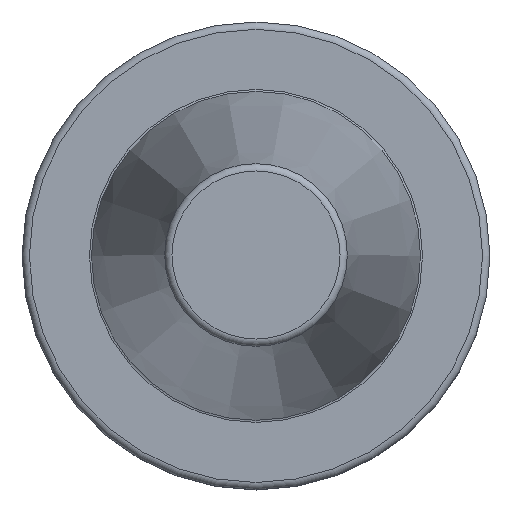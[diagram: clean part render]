
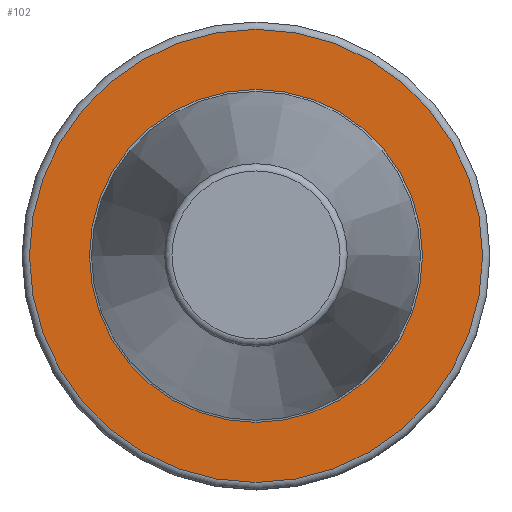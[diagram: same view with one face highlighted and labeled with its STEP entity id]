
A CAD part, top view. The second image highlights one B-rep face of the part: STEP entity #102.
In plain terms, the highlighted planar face has unit normal (0, 0, 1).
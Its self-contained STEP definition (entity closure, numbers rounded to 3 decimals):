
#75=FACE_BOUND('',#144,.T.);
#76=FACE_BOUND('',#145,.T.);
#102=ADVANCED_FACE('',(#75,#76),#113,.T.);
#113=PLANE('',#288);
#144=EDGE_LOOP('',(#184));
#145=EDGE_LOOP('',(#185));
#184=ORIENTED_EDGE('',*,*,#231,.T.);
#185=ORIENTED_EDGE('',*,*,#230,.F.);
#210=VERTEX_POINT('',#426);
#211=VERTEX_POINT('',#429);
#230=EDGE_CURVE('',#210,#210,#250,.T.);
#231=EDGE_CURVE('',#211,#211,#251,.T.);
#250=CIRCLE('',#285,30.75);
#251=CIRCLE('',#287,22.6);
#285=AXIS2_PLACEMENT_3D('',#425,#356,#357);
#287=AXIS2_PLACEMENT_3D('',#428,#360,#361);
#288=AXIS2_PLACEMENT_3D('',#430,#362,#363);
#356=DIRECTION('',(0.0,0.0,-1.0));
#357=DIRECTION('',(-1.0,0.0,0.0));
#360=DIRECTION('',(0.0,0.0,-1.0));
#361=DIRECTION('',(-1.0,0.0,0.0));
#362=DIRECTION('',(0.0,0.0,1.0));
#363=DIRECTION('',(1.0,0.0,0.0));
#425=CARTESIAN_POINT('',(0.0,0.,-3.2));
#426=CARTESIAN_POINT('',(-30.75,0.,-3.2));
#428=CARTESIAN_POINT('',(0.0,0.,-3.2));
#429=CARTESIAN_POINT('',(-22.6,0.,-3.2));
#430=CARTESIAN_POINT('',(0.0,30.75,-3.2));
